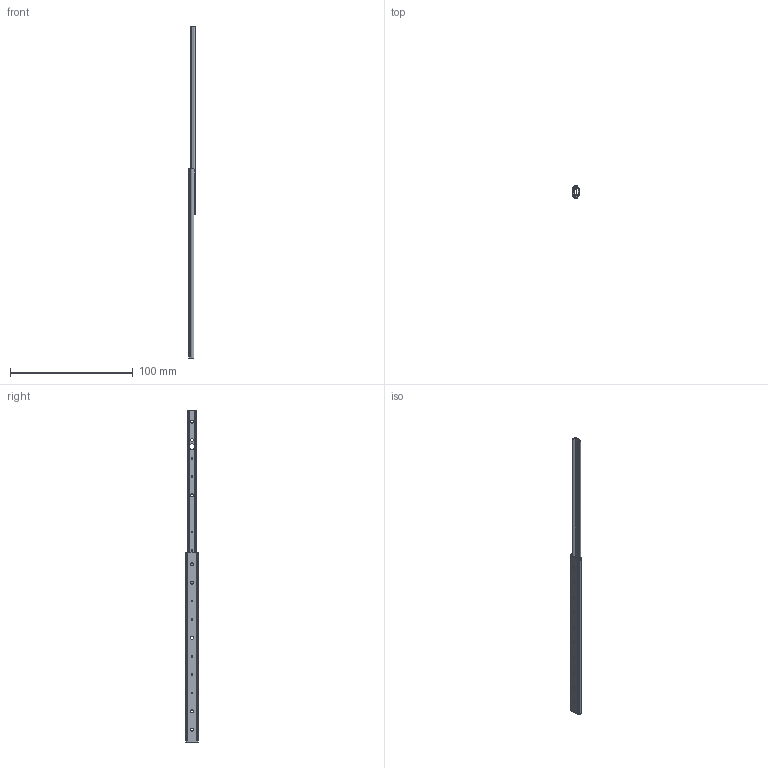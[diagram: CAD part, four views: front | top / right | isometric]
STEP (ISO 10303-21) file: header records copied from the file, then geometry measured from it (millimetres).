
FILE_DESCRIPTION (( 'STEP AP203' ), '1' );
FILE_NAME ('K-1371-16.STEP', '2018-06-06T08:11:27', ( '' ), ( '' ), 'SwSTEP 2.0', 'SolidWorks 2014', '' );
FILE_SCHEMA (( 'CONFIG_CONTROL_DESIGN' ));
Length unit declared in the file: millimetre
Products named in the file (4): K-1371-16_アウターレール_; K-1371-16; K-1371-16_インナーレール_; K-1371-16_中間メンバー_
Assembly tree (3 placements, depth 2):
  K-1371-16
    K-1371-16_アウターレール_
    K-1371-16_インナーレール_
    K-1371-16_中間メンバー_
Bounding box: 5 x 10.6 x 271 mm (x, y, z)
Volume: 2529.5 mm3; surface area: 10425.6 mm2
Topology: 3 solids, 3 shells, 113 faces, 321 edges, 214 vertices
Faces by surface type: cylinder 69, plane 44
Entity records: 4227 total; most frequent: DIRECTION 697, CARTESIAN_POINT 654, ORIENTED_EDGE 642, EDGE_CURVE 321, AXIS2_PLACEMENT_3D 257, VERTEX_POINT 214, VECTOR 183, LINE 183
